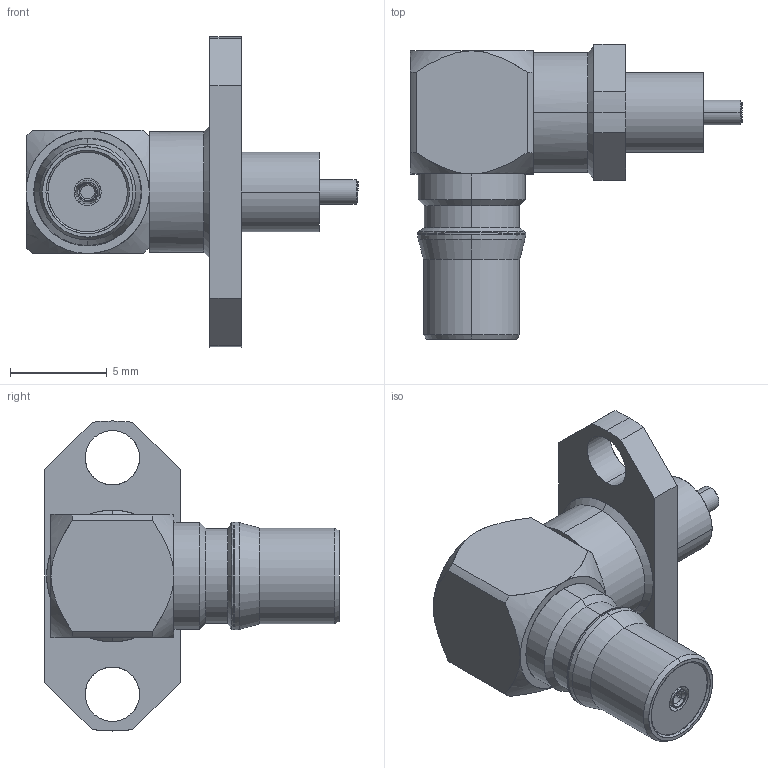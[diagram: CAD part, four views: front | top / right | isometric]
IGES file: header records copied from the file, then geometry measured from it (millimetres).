
Start section: SolidWorks IGES file using analytic representation for surfaces
Global section: file name: R123.659.102A.IGS; native system: SolidWorks 2008; preprocessor: SolidWorks 2008; author: li_a; date: 090107.104321; units: millimetre
Bounding box: 17.13 x 15.21 x 16 mm (x, y, z)
Surface area: 712.5 mm2 (no closed solid volume)
Topology: 0 solids, 0 shells, 100 faces, 1176 edges, 1176 vertices
Faces by surface type: revolution 64, bspline 36
